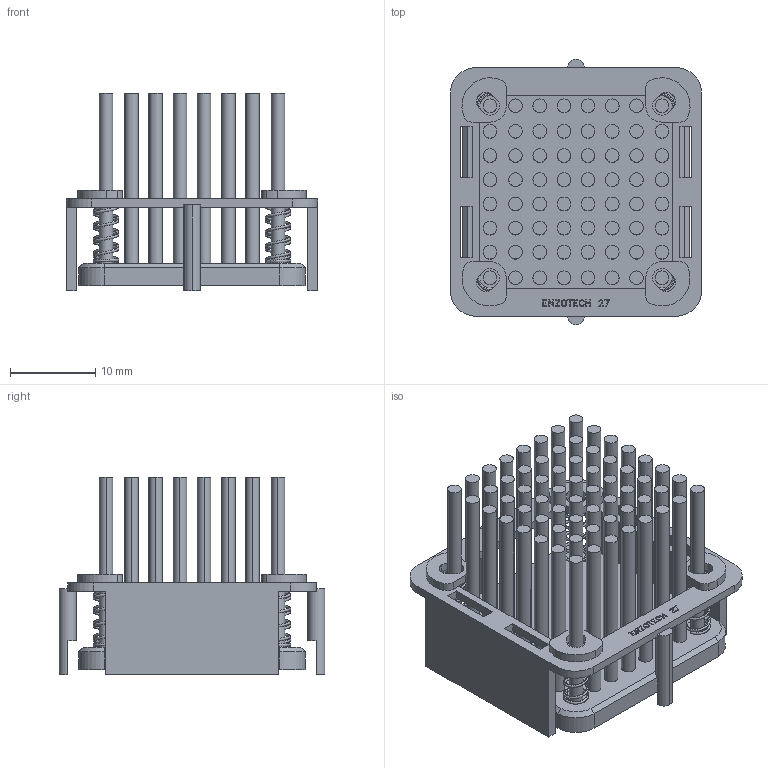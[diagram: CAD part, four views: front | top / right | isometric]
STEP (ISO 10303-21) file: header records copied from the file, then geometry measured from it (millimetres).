
FILE_DESCRIPTION (( 'STEP AP214' ), '1' );
FILE_NAME ('907-27-2-23-X-B-0.STEP', '2016-12-03T18:56:52', ( 'wakeadmin' ), ( '' ), 'SwSTEP 2.0', 'SolidWorks 2016', '' );
FILE_SCHEMA (( 'AUTOMOTIVE_DESIGN' ));
Length unit declared in the file: millimetre
Products named in the file (4): 27-no lip; 9xx_spring; HS270_ROUND; 907-27-2-23-X-B-0
Assembly tree (6 placements, depth 2):
  907-27-2-23-X-B-0
    HS270_ROUND
    9xx_spring  x4
    27-no lip
Bounding box: 29.5 x 31.2 x 23.22 mm (x, y, z)
Volume: 5276.2 mm3; surface area: 10245.5 mm2
Topology: 6 solids, 6 shells, 616 faces, 1575 edges, 1038 vertices
Faces by surface type: plane 326, cylinder 176, bspline 110, cone 4
Entity records: 22075 total; most frequent: CARTESIAN_POINT 7706, ORIENTED_EDGE 3050, DIRECTION 2721, EDGE_CURVE 1525, VERTEX_POINT 1010, VECTOR 975, LINE 975, AXIS2_PLACEMENT_3D 873
